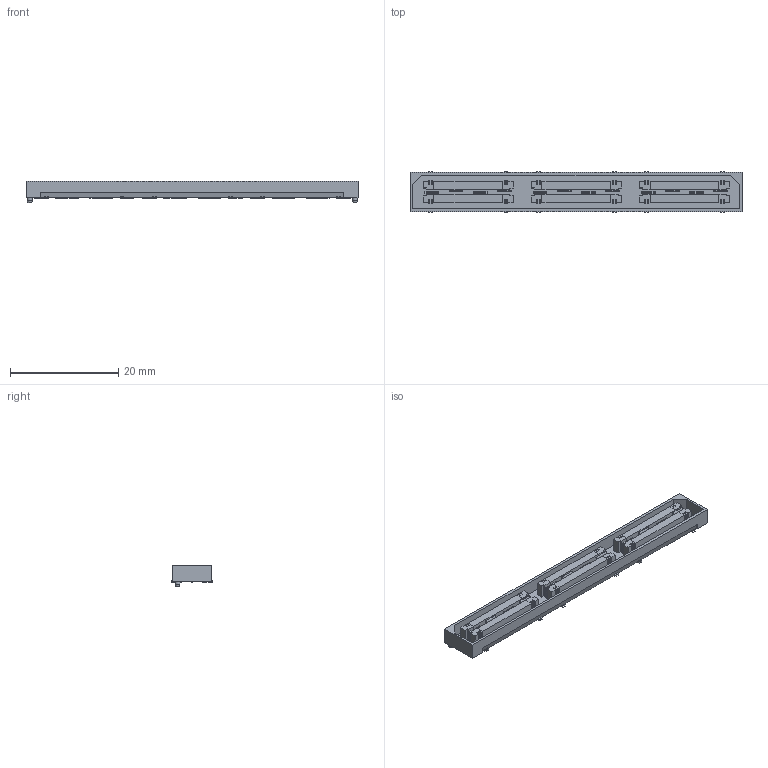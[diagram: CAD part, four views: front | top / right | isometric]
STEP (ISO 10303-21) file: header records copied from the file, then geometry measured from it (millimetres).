
FILE_DESCRIPTION(/* description */ (''),/* implementation_level */ '2;1');
FILE_NAME(/* name */ 'SAMTEC_QSH-090-01-L-D-A.stp',/* time_stamp */ '2017-09-08T14:50:09+02:00',/* author */ ('riccim'),/* organization */ ('SolidWorks'),/* preprocessor_version */ 'ST-DEVELOPER v16.5',/* originating_system */ 'AutoCAD Mechanical',/* authorisation */ ' ');
FILE_SCHEMA (('AUTOMOTIVE_DESIGN { 1 0 10303 214 3 1 1 }'));
Length unit declared in the file: millimetre
Products named in the file (1): Product
Bounding box: 61.33 x 7.49 x 4 mm (x, y, z)
Volume: 767.6 mm3; surface area: 2879.1 mm2
Topology: 93 solids, 93 shells, 987 faces, 2398 edges, 1598 vertices
Faces by surface type: plane 791, cylinder 194, bspline 2
Full cylindrical faces by diameter (mm): 0.888 x2
Entity records: 28632 total; most frequent: CARTESIAN_POINT 5038, ORIENTED_EDGE 4792, DIRECTION 4756, EDGE_CURVE 2396, LINE 2004, VECTOR 2004, VERTEX_POINT 1598, AXIS2_PLACEMENT_3D 1376
